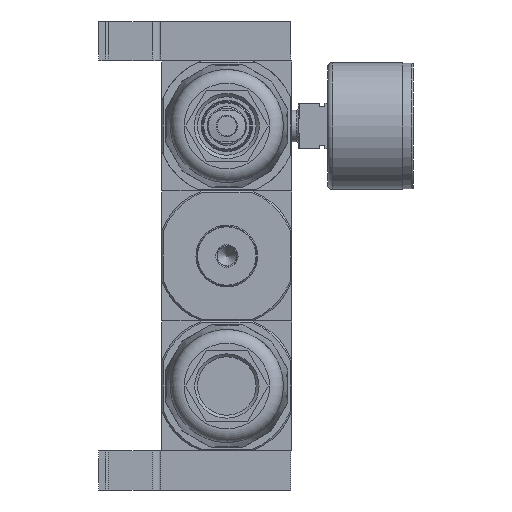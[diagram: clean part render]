
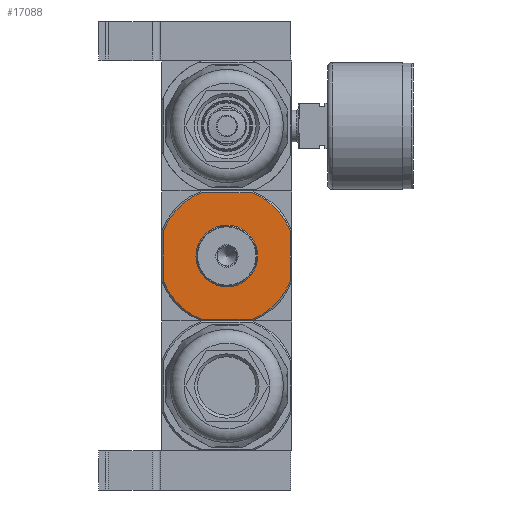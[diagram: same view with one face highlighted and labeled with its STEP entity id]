
A CAD part, front view. The second image highlights one B-rep face of the part: STEP entity #17088.
In plain terms, the highlighted planar face has unit normal (0, -1, 0).
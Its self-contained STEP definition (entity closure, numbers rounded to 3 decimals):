
#1607=CIRCLE('',#23992,9.5);
#1608=CIRCLE('',#23993,21.);
#1609=CIRCLE('',#23994,21.);
#1610=CIRCLE('',#23995,21.);
#1611=CIRCLE('',#23996,21.);
#4599=ORIENTED_EDGE('',*,*,#8199,.F.);
#4600=ORIENTED_EDGE('',*,*,#8200,.T.);
#4601=ORIENTED_EDGE('',*,*,#8201,.F.);
#4602=ORIENTED_EDGE('',*,*,#8195,.T.);
#4603=ORIENTED_EDGE('',*,*,#8202,.F.);
#4604=ORIENTED_EDGE('',*,*,#8203,.F.);
#4605=ORIENTED_EDGE('',*,*,#8204,.F.);
#4606=ORIENTED_EDGE('',*,*,#8205,.F.);
#4607=ORIENTED_EDGE('',*,*,#8206,.F.);
#8195=EDGE_CURVE('',#10259,#10260,#11658,.T.);
#8199=EDGE_CURVE('',#10263,#10263,#1607,.F.);
#8200=EDGE_CURVE('',#10264,#10265,#11660,.T.);
#8201=EDGE_CURVE('',#10259,#10265,#1608,.T.);
#8202=EDGE_CURVE('',#10266,#10260,#1609,.T.);
#8203=EDGE_CURVE('',#10267,#10266,#11661,.T.);
#8204=EDGE_CURVE('',#10268,#10267,#1610,.T.);
#8205=EDGE_CURVE('',#10269,#10268,#11662,.T.);
#8206=EDGE_CURVE('',#10264,#10269,#1611,.T.);
#10259=VERTEX_POINT('',#33442);
#10260=VERTEX_POINT('',#33443);
#10263=VERTEX_POINT('',#33457);
#10264=VERTEX_POINT('',#33459);
#10265=VERTEX_POINT('',#33460);
#10266=VERTEX_POINT('',#33463);
#10267=VERTEX_POINT('',#33465);
#10268=VERTEX_POINT('',#33467);
#10269=VERTEX_POINT('',#33469);
#11658=LINE('',#33441,#12762);
#11660=LINE('',#33458,#12764);
#11661=LINE('',#33464,#12765);
#11662=LINE('',#33468,#12766);
#12762=VECTOR('',#27710,1000.);
#12764=VECTOR('',#27716,1000.);
#12765=VECTOR('',#27721,1000.);
#12766=VECTOR('',#27724,1000.);
#14017=EDGE_LOOP('',(#4599));
#14018=EDGE_LOOP('',(#4600,#4601,#4602,#4603,#4604,#4605,#4606,#4607));
#15391=FACE_BOUND('',#14017,.T.);
#15392=FACE_BOUND('',#14018,.T.);
#16283=PLANE('',#23991);
#17088=ADVANCED_FACE('',(#15391,#15392),#16283,.F.);
#23991=AXIS2_PLACEMENT_3D('',#33455,#27712,#27713);
#23992=AXIS2_PLACEMENT_3D('',#33456,#27714,#27715);
#23993=AXIS2_PLACEMENT_3D('',#33461,#27717,#27718);
#23994=AXIS2_PLACEMENT_3D('',#33462,#27719,#27720);
#23995=AXIS2_PLACEMENT_3D('',#33466,#27722,#27723);
#23996=AXIS2_PLACEMENT_3D('',#33470,#27725,#27726);
#27710=DIRECTION('',(0.,0.,-1.));
#27712=DIRECTION('',(0.,1.,0.));
#27713=DIRECTION('',(0.,0.,1.));
#27714=DIRECTION('',(0.,1.,0.));
#27715=DIRECTION('',(0.,0.,1.));
#27716=DIRECTION('',(-1.,0.,0.));
#27717=DIRECTION('',(0.,1.,0.));
#27718=DIRECTION('',(-1.,0.,0.));
#27719=DIRECTION('',(0.,1.,0.));
#27720=DIRECTION('',(-1.,0.,0.));
#27721=DIRECTION('',(-1.,0.,0.));
#27722=DIRECTION('',(0.,1.,0.));
#27723=DIRECTION('',(-1.,0.,0.));
#27724=DIRECTION('',(0.,0.,-1.));
#27725=DIRECTION('',(0.,1.,0.));
#27726=DIRECTION('',(-1.,0.,0.));
#33441=CARTESIAN_POINT('',(-19.5,-20.,20.));
#33442=CARTESIAN_POINT('',(-19.5,-20.,7.794));
#33443=CARTESIAN_POINT('',(-19.5,-20.,-7.794));
#33455=CARTESIAN_POINT('',(-19.5,-20.,20.));
#33456=CARTESIAN_POINT('',(0.,-20.,0.));
#33457=CARTESIAN_POINT('',(0.,-20.,9.5));
#33458=CARTESIAN_POINT('',(20.,-20.,19.5));
#33459=CARTESIAN_POINT('',(7.794,-20.,19.5));
#33460=CARTESIAN_POINT('',(-7.794,-20.,19.5));
#33461=CARTESIAN_POINT('',(0.,-20.,0.));
#33462=CARTESIAN_POINT('',(0.,-20.,0.));
#33463=CARTESIAN_POINT('',(-7.794,-20.,-19.5));
#33464=CARTESIAN_POINT('',(20.,-20.,-19.5));
#33465=CARTESIAN_POINT('',(7.794,-20.,-19.5));
#33466=CARTESIAN_POINT('',(0.,-20.,0.));
#33467=CARTESIAN_POINT('',(19.5,-20.,-7.794));
#33468=CARTESIAN_POINT('',(19.5,-20.,20.));
#33469=CARTESIAN_POINT('',(19.5,-20.,7.794));
#33470=CARTESIAN_POINT('',(0.,-20.,0.));
